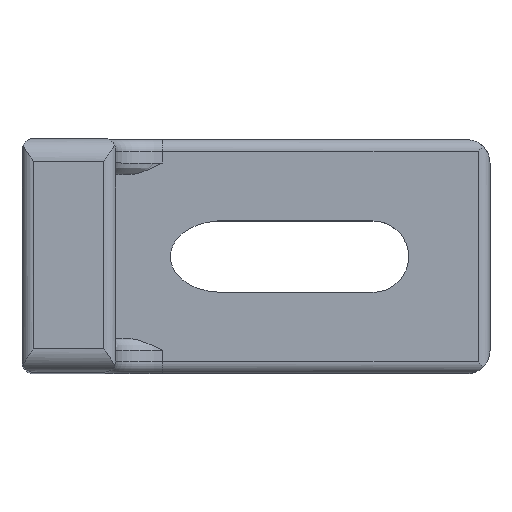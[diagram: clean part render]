
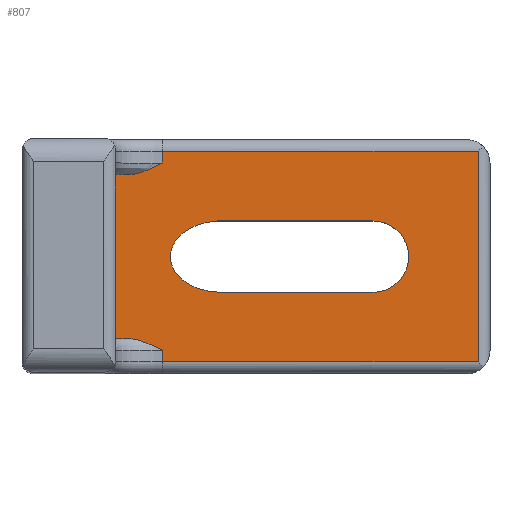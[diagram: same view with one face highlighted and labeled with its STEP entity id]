
A CAD part, top view. The second image highlights one B-rep face of the part: STEP entity #807.
In plain terms, the highlighted planar face has unit normal (0, 0, 1).
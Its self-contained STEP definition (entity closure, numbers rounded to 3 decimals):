
#20=FACE_BOUND('',#309,.T.);
#25=ELLIPSE('',#846,4.313,3.05);
#82=PLANE('',#880);
#83=LINE('',#1102,#142);
#86=LINE('',#1126,#145);
#88=LINE('',#1142,#147);
#93=LINE('',#1151,#152);
#97=LINE('',#1174,#156);
#99=LINE('',#1189,#158);
#119=LINE('',#1242,#178);
#120=LINE('',#1244,#179);
#129=LINE('',#1299,#188);
#133=LINE('',#1334,#192);
#142=VECTOR('',#891,1.);
#145=VECTOR('',#906,1.);
#147=VECTOR('',#926,1.);
#152=VECTOR('',#933,14.);
#156=VECTOR('',#947,1.);
#158=VECTOR('',#953,27.);
#178=VECTOR('',#999,13.);
#179=VECTOR('',#1002,13.);
#188=VECTOR('',#1023,18.);
#192=VECTOR('',#1033,27.);
#264=FACE_OUTER_BOUND('',#308,.T.);
#308=EDGE_LOOP('',(#749,#750,#751,#752,#753,#754,#755,#756,#757,#758));
#309=EDGE_LOOP('',(#759,#760,#761,#762));
#324=CIRCLE('',#843,3.05);
#326=B_SPLINE_CURVE_WITH_KNOTS('',3,(#1088,#1089,#1090,#1091),
 .UNSPECIFIED.,.F.,.F.,(4,4),(0.,0.303),.UNSPECIFIED.);
#329=B_SPLINE_CURVE_WITH_KNOTS('',3,(#1116,#1117,#1118,#1119),
 .UNSPECIFIED.,.F.,.F.,(4,4),(0.675,0.979),
 .UNSPECIFIED.);
#350=VERTEX_POINT('',#1086);
#351=VERTEX_POINT('',#1087);
#354=VERTEX_POINT('',#1101);
#358=VERTEX_POINT('',#1113);
#359=VERTEX_POINT('',#1115);
#361=VERTEX_POINT('',#1124);
#366=VERTEX_POINT('',#1140);
#369=VERTEX_POINT('',#1149);
#378=VERTEX_POINT('',#1187);
#387=VERTEX_POINT('',#1213);
#388=VERTEX_POINT('',#1214);
#391=VERTEX_POINT('',#1222);
#392=VERTEX_POINT('',#1223);
#408=VERTEX_POINT('',#1297);
#424=EDGE_CURVE('',#350,#351,#326,.F.);
#428=EDGE_CURVE('',#351,#354,#83,.T.);
#433=EDGE_CURVE('',#358,#359,#329,.F.);
#437=EDGE_CURVE('',#358,#361,#86,.T.);
#445=EDGE_CURVE('',#350,#366,#88,.T.);
#450=EDGE_CURVE('',#369,#366,#93,.T.);
#458=EDGE_CURVE('',#369,#359,#97,.T.);
#462=EDGE_CURVE('',#361,#378,#99,.T.);
#474=EDGE_CURVE('',#387,#388,#324,.T.);
#478=EDGE_CURVE('',#391,#392,#25,.T.);
#488=EDGE_CURVE('',#388,#391,#119,.T.);
#489=EDGE_CURVE('',#392,#387,#120,.T.);
#503=EDGE_CURVE('',#378,#408,#129,.T.);
#510=EDGE_CURVE('',#408,#354,#133,.T.);
#749=ORIENTED_EDGE('',*,*,#445,.T.);
#750=ORIENTED_EDGE('',*,*,#450,.F.);
#751=ORIENTED_EDGE('',*,*,#458,.T.);
#752=ORIENTED_EDGE('',*,*,#433,.F.);
#753=ORIENTED_EDGE('',*,*,#437,.T.);
#754=ORIENTED_EDGE('',*,*,#462,.T.);
#755=ORIENTED_EDGE('',*,*,#503,.T.);
#756=ORIENTED_EDGE('',*,*,#510,.T.);
#757=ORIENTED_EDGE('',*,*,#428,.F.);
#758=ORIENTED_EDGE('',*,*,#424,.F.);
#759=ORIENTED_EDGE('',*,*,#478,.T.);
#760=ORIENTED_EDGE('',*,*,#489,.T.);
#761=ORIENTED_EDGE('',*,*,#474,.T.);
#762=ORIENTED_EDGE('',*,*,#488,.T.);
#807=ADVANCED_FACE('',(#264,#20),#82,.T.);
#843=AXIS2_PLACEMENT_3D('',#1215,#975,#976);
#846=AXIS2_PLACEMENT_3D('',#1224,#983,#984);
#880=AXIS2_PLACEMENT_3D('',#1450,#1082,#1083);
#891=DIRECTION('',(0.,1.,0.));
#906=DIRECTION('',(0.,-1.,0.));
#926=DIRECTION('',(-1.,0.,0.));
#933=DIRECTION('',(0.,1.,0.));
#947=DIRECTION('',(1.,0.,0.));
#953=DIRECTION('',(1.,0.,0.));
#975=DIRECTION('center_axis',(0.,0.,-1.));
#976=DIRECTION('ref_axis',(1.,0.,0.));
#983=DIRECTION('center_axis',(0.,0.,-1.));
#984=DIRECTION('ref_axis',(1.,0.,0.));
#999=DIRECTION('',(-1.,0.,0.));
#1002=DIRECTION('',(1.,0.,0.));
#1023=DIRECTION('',(0.,1.,0.));
#1033=DIRECTION('',(-1.,0.,0.));
#1082=DIRECTION('center_axis',(0.,0.,1.));
#1083=DIRECTION('ref_axis',(1.,0.,0.));
#1086=CARTESIAN_POINT('',(9.,7.,8.));
#1087=CARTESIAN_POINT('',(12.,8.,8.));
#1088=CARTESIAN_POINT('Ctrl Pts',(12.,8.,8.));
#1089=CARTESIAN_POINT('Ctrl Pts',(11.095,7.548,8.));
#1090=CARTESIAN_POINT('Ctrl Pts',(10.012,7.,8.));
#1091=CARTESIAN_POINT('Ctrl Pts',(9.,7.,8.));
#1101=CARTESIAN_POINT('',(12.,9.,8.));
#1102=CARTESIAN_POINT('',(12.,10.,8.));
#1113=CARTESIAN_POINT('',(12.,-8.,8.));
#1115=CARTESIAN_POINT('',(9.,-7.,8.));
#1116=CARTESIAN_POINT('Ctrl Pts',(9.,-7.,8.));
#1117=CARTESIAN_POINT('Ctrl Pts',(10.012,-7.,8.));
#1118=CARTESIAN_POINT('Ctrl Pts',(11.095,-7.548,8.));
#1119=CARTESIAN_POINT('Ctrl Pts',(12.,-8.,8.));
#1124=CARTESIAN_POINT('',(12.,-9.,8.));
#1126=CARTESIAN_POINT('',(12.,-5.,8.));
#1140=CARTESIAN_POINT('',(8.,7.,8.));
#1142=CARTESIAN_POINT('',(16.165,7.,8.));
#1149=CARTESIAN_POINT('',(8.,-7.,8.));
#1151=CARTESIAN_POINT('',(8.,0.,8.));
#1174=CARTESIAN_POINT('',(16.165,-7.,8.));
#1187=CARTESIAN_POINT('',(39.,-9.,8.));
#1189=CARTESIAN_POINT('',(23.5,-9.,8.));
#1213=CARTESIAN_POINT('',(30.,3.05,8.));
#1214=CARTESIAN_POINT('',(30.,-3.05,8.));
#1215=CARTESIAN_POINT('Origin',(30.,0.,8.));
#1222=CARTESIAN_POINT('',(17.,-3.05,8.));
#1223=CARTESIAN_POINT('',(17.,3.05,8.));
#1224=CARTESIAN_POINT('Origin',(17.,0.,8.));
#1242=CARTESIAN_POINT('',(23.75,-3.05,8.));
#1244=CARTESIAN_POINT('',(23.75,3.05,8.));
#1297=CARTESIAN_POINT('',(39.,9.,8.));
#1299=CARTESIAN_POINT('',(39.,0.,8.));
#1334=CARTESIAN_POINT('',(23.5,9.,8.));
#1450=CARTESIAN_POINT('Origin',(24.,0.,8.));
